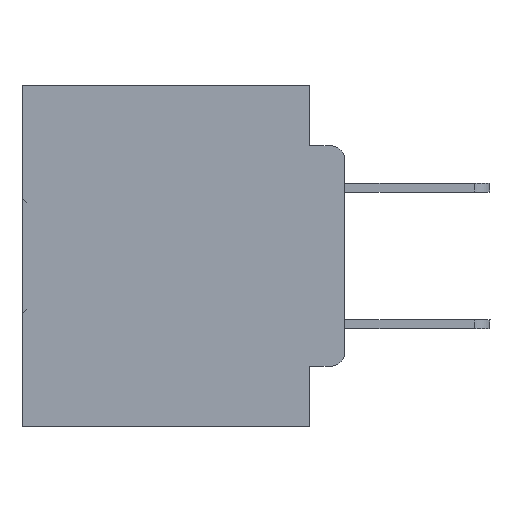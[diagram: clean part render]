
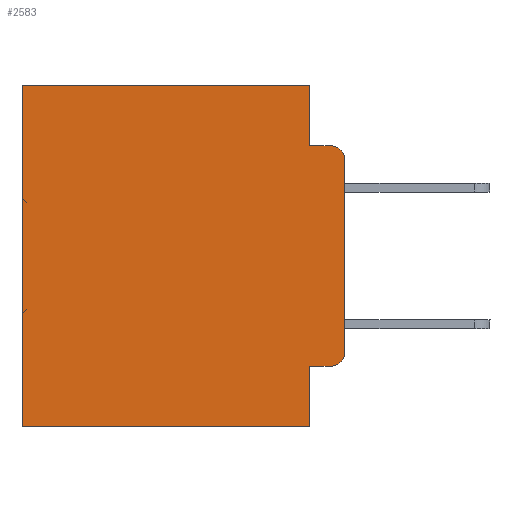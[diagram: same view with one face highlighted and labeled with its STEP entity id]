
A CAD part, left-side view. The second image highlights one B-rep face of the part: STEP entity #2583.
In plain terms, the highlighted planar face has unit normal (-1, 0, 0).
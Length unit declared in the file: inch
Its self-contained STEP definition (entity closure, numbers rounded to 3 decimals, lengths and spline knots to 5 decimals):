
#35 = CARTESIAN_POINT ( 'NONE',  ( 0.298, 0., 0. ) ) ;
#414 = CARTESIAN_POINT ( 'NONE',  ( 0.298, 0., 0. ) ) ;
#928 = CARTESIAN_POINT ( 'NONE',  ( 0.298, 0., 0. ) ) ;
#1076 = VERTEX_POINT ( 'NONE', #12931 ) ;
#1298 = EDGE_CURVE ( 'NONE', #20452, #29966, #32103, .T. ) ;
#1742 = CARTESIAN_POINT ( 'NONE',  ( 0.298, 0.473, -0.5 ) ) ;
#1771 = DIRECTION ( 'NONE',  ( 0., 0., -1. ) ) ;
#1836 = LINE ( 'NONE', #32266, #14081 ) ;
#2583 = ADVANCED_FACE ( 'NONE', ( #12748 ), #22334, .F. ) ;
#3220 = CARTESIAN_POINT ( 'NONE',  ( 0.298, 0.02, -0.0885 ) ) ;
#3412 = VECTOR ( 'NONE', #33727, 39.37008 ) ;
#4056 = DIRECTION ( 'NONE',  ( 0., 0., -1. ) ) ;
#4433 = EDGE_CURVE ( 'NONE', #10416, #16673, #19141, .T. ) ;
#5177 = CARTESIAN_POINT ( 'NONE',  ( 0.298, 0., -0.5 ) ) ;
#5897 = LINE ( 'NONE', #20298, #19464 ) ;
#6205 = CARTESIAN_POINT ( 'NONE',  ( 0.298, 0.051, -0.4115 ) ) ;
#6213 = DIRECTION ( 'NONE',  ( 0., 0., -1. ) ) ;
#6349 = VERTEX_POINT ( 'NONE', #3220 ) ;
#6683 = EDGE_LOOP ( 'NONE', ( #35465, #20352, #16213, #32076, #23480, #26602, #34454, #31821, #13392, #13020 ) ) ;
#6941 = DIRECTION ( 'NONE',  ( 0., 0., -1. ) ) ;
#7646 = AXIS2_PLACEMENT_3D ( 'NONE', #10067, #32399, #35297 ) ;
#8240 = DIRECTION ( 'NONE',  ( 0., 0., -1. ) ) ;
#9037 = VECTOR ( 'NONE', #17238, 39.37008 ) ;
#9044 = DIRECTION ( 'NONE',  ( -1., 0., 0. ) ) ;
#10067 = CARTESIAN_POINT ( 'NONE',  ( 0.298, 0.02, -0.3915 ) ) ;
#10098 = CARTESIAN_POINT ( 'NONE',  ( 0.298, 0.051, -0.4115 ) ) ;
#10416 = VERTEX_POINT ( 'NONE', #10098 ) ;
#12566 = CARTESIAN_POINT ( 'NONE',  ( 0.298, 0.02, -0.4115 ) ) ;
#12748 = FACE_OUTER_BOUND ( 'NONE', #6683, .T. ) ;
#12931 = CARTESIAN_POINT ( 'NONE',  ( 0.298, 0.051, -0.5 ) ) ;
#13020 = ORIENTED_EDGE ( 'NONE', *, *, #19921, .T. ) ;
#13392 = ORIENTED_EDGE ( 'NONE', *, *, #4433, .T. ) ;
#14081 = VECTOR ( 'NONE', #4056, 39.37008 ) ;
#14444 = AXIS2_PLACEMENT_3D ( 'NONE', #35, #22806, #8240 ) ;
#14476 = DIRECTION ( 'NONE',  ( 0., -1., 0. ) ) ;
#15187 = CARTESIAN_POINT ( 'NONE',  ( 0.298, 0., -0.1085 ) ) ;
#16213 = ORIENTED_EDGE ( 'NONE', *, *, #19885, .F. ) ;
#16322 = VECTOR ( 'NONE', #14476, 39.37008 ) ;
#16673 = VERTEX_POINT ( 'NONE', #12566 ) ;
#17181 = CARTESIAN_POINT ( 'NONE',  ( 0.298, 0.051, -0.0885 ) ) ;
#17238 = DIRECTION ( 'NONE',  ( 0., -1., 0. ) ) ;
#17802 = AXIS2_PLACEMENT_3D ( 'NONE', #25854, #9044, #31364 ) ;
#18542 = CARTESIAN_POINT ( 'NONE',  ( 0.298, 0.473, 0. ) ) ;
#18815 = EDGE_CURVE ( 'NONE', #29966, #20456, #5897, .T. ) ;
#19141 = LINE ( 'NONE', #6205, #9037 ) ;
#19257 = LINE ( 'NONE', #23713, #32434 ) ;
#19390 = CIRCLE ( 'NONE', #7646, 0.02 ) ;
#19464 = VECTOR ( 'NONE', #1771, 39.37008 ) ;
#19491 = VECTOR ( 'NONE', #6213, 39.37008 ) ;
#19885 = EDGE_CURVE ( 'NONE', #26956, #6349, #25977, .T. ) ;
#19921 = EDGE_CURVE ( 'NONE', #16673, #24969, #19390, .T. ) ;
#20139 = DIRECTION ( 'NONE',  ( 0., 1., 0. ) ) ;
#20298 = CARTESIAN_POINT ( 'NONE',  ( 0.298, 0.473, 0. ) ) ;
#20352 = ORIENTED_EDGE ( 'NONE', *, *, #21105, .T. ) ;
#20452 = VERTEX_POINT ( 'NONE', #29833 ) ;
#20456 = VERTEX_POINT ( 'NONE', #1742 ) ;
#20648 = EDGE_CURVE ( 'NONE', #20452, #26956, #1836, .T. ) ;
#21105 = EDGE_CURVE ( 'NONE', #30583, #6349, #29477, .T. ) ;
#21563 = VECTOR ( 'NONE', #20139, 39.37008 ) ;
#22333 = EDGE_CURVE ( 'NONE', #10416, #1076, #19257, .T. ) ;
#22334 = PLANE ( 'NONE',  #14444 ) ;
#22806 = DIRECTION ( 'NONE',  ( 1., 0., 0. ) ) ;
#23480 = ORIENTED_EDGE ( 'NONE', *, *, #1298, .T. ) ;
#23713 = CARTESIAN_POINT ( 'NONE',  ( 0.298, 0.051, 0. ) ) ;
#24065 = LINE ( 'NONE', #5177, #3412 ) ;
#24969 = VERTEX_POINT ( 'NONE', #35243 ) ;
#25854 = CARTESIAN_POINT ( 'NONE',  ( 0.298, 0.02, -0.1085 ) ) ;
#25977 = LINE ( 'NONE', #17181, #16322 ) ;
#26602 = ORIENTED_EDGE ( 'NONE', *, *, #18815, .T. ) ;
#26956 = VERTEX_POINT ( 'NONE', #35028 ) ;
#27900 = LINE ( 'NONE', #928, #19491 ) ;
#29209 = EDGE_CURVE ( 'NONE', #30583, #24969, #27900, .T. ) ;
#29477 = CIRCLE ( 'NONE', #17802, 0.02 ) ;
#29833 = CARTESIAN_POINT ( 'NONE',  ( 0.298, 0.051, 0. ) ) ;
#29966 = VERTEX_POINT ( 'NONE', #18542 ) ;
#30583 = VERTEX_POINT ( 'NONE', #15187 ) ;
#31364 = DIRECTION ( 'NONE',  ( 0., 0., -1. ) ) ;
#31821 = ORIENTED_EDGE ( 'NONE', *, *, #22333, .F. ) ;
#32076 = ORIENTED_EDGE ( 'NONE', *, *, #20648, .F. ) ;
#32103 = LINE ( 'NONE', #414, #21563 ) ;
#32266 = CARTESIAN_POINT ( 'NONE',  ( 0.298, 0.051, 0. ) ) ;
#32399 = DIRECTION ( 'NONE',  ( -1., 0., 0. ) ) ;
#32419 = EDGE_CURVE ( 'NONE', #1076, #20456, #24065, .T. ) ;
#32434 = VECTOR ( 'NONE', #6941, 39.37008 ) ;
#33727 = DIRECTION ( 'NONE',  ( 0., 1., 0. ) ) ;
#34454 = ORIENTED_EDGE ( 'NONE', *, *, #32419, .F. ) ;
#35028 = CARTESIAN_POINT ( 'NONE',  ( 0.298, 0.051, -0.0885 ) ) ;
#35243 = CARTESIAN_POINT ( 'NONE',  ( 0.298, 0., -0.3915 ) ) ;
#35297 = DIRECTION ( 'NONE',  ( 0., 0., -1. ) ) ;
#35465 = ORIENTED_EDGE ( 'NONE', *, *, #29209, .F. ) ;
